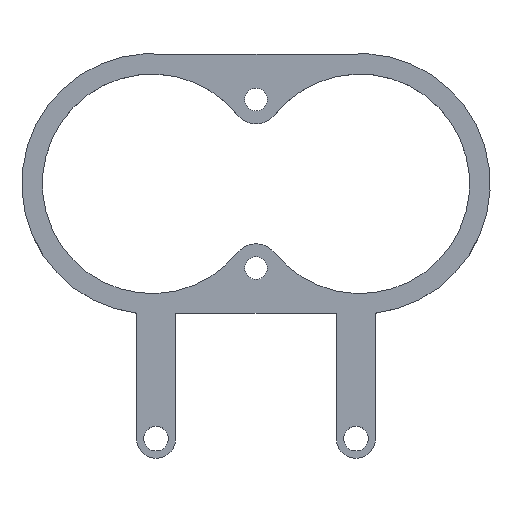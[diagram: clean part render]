
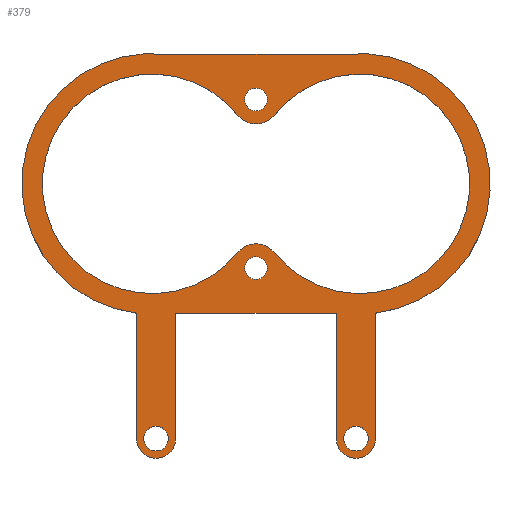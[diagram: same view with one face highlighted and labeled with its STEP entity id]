
A CAD part, top view. The second image highlights one B-rep face of the part: STEP entity #379.
In plain terms, the highlighted planar face has unit normal (0, 0, 1).
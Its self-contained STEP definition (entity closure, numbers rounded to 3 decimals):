
#15=FACE_BOUND('',#56,.T.);
#16=FACE_BOUND('',#57,.T.);
#17=FACE_BOUND('',#58,.T.);
#18=FACE_BOUND('',#59,.T.);
#19=FACE_BOUND('',#60,.T.);
#25=PLANE('',#417);
#35=FACE_OUTER_BOUND('',#55,.T.);
#55=EDGE_LOOP('',(#265,#266,#267,#268,#269,#270,#271,#272,#273,#274));
#56=EDGE_LOOP('',(#275));
#57=EDGE_LOOP('',(#276,#277,#278,#279));
#58=EDGE_LOOP('',(#280));
#59=EDGE_LOOP('',(#281));
#60=EDGE_LOOP('',(#282));
#86=LINE('',#596,#116);
#87=LINE('',#600,#117);
#88=LINE('',#604,#118);
#89=LINE('',#606,#119);
#90=LINE('',#608,#120);
#91=LINE('',#611,#121);
#116=VECTOR('',#476,10.);
#117=VECTOR('',#479,10.);
#118=VECTOR('',#482,10.);
#119=VECTOR('',#483,10.);
#120=VECTOR('',#484,10.);
#121=VECTOR('',#487,10.);
#144=CIRCLE('',#413,3.);
#145=CIRCLE('',#415,14.);
#147=CIRCLE('',#418,16.621);
#148=CIRCLE('',#419,16.621);
#149=CIRCLE('',#420,2.5);
#150=CIRCLE('',#421,2.5);
#151=CIRCLE('',#422,1.575);
#152=CIRCLE('',#423,14.);
#153=CIRCLE('',#424,3.);
#154=CIRCLE('',#425,1.45);
#155=CIRCLE('',#426,1.45);
#156=CIRCLE('',#427,1.575);
#169=VERTEX_POINT('',#580);
#170=VERTEX_POINT('',#582);
#171=VERTEX_POINT('',#586);
#173=VERTEX_POINT('',#592);
#174=VERTEX_POINT('',#593);
#175=VERTEX_POINT('',#595);
#176=VERTEX_POINT('',#597);
#177=VERTEX_POINT('',#599);
#178=VERTEX_POINT('',#601);
#179=VERTEX_POINT('',#603);
#180=VERTEX_POINT('',#605);
#181=VERTEX_POINT('',#607);
#182=VERTEX_POINT('',#609);
#183=VERTEX_POINT('',#612);
#184=VERTEX_POINT('',#614);
#185=VERTEX_POINT('',#617);
#186=VERTEX_POINT('',#619);
#187=VERTEX_POINT('',#621);
#205=EDGE_CURVE('',#169,#170,#144,.T.);
#207=EDGE_CURVE('',#171,#170,#145,.T.);
#210=EDGE_CURVE('',#173,#174,#147,.T.);
#211=EDGE_CURVE('',#175,#174,#86,.T.);
#212=EDGE_CURVE('',#175,#176,#148,.T.);
#213=EDGE_CURVE('',#177,#176,#87,.T.);
#214=EDGE_CURVE('',#177,#178,#149,.T.);
#215=EDGE_CURVE('',#178,#179,#88,.T.);
#216=EDGE_CURVE('',#180,#179,#89,.T.);
#217=EDGE_CURVE('',#180,#181,#90,.T.);
#218=EDGE_CURVE('',#181,#182,#150,.T.);
#219=EDGE_CURVE('',#173,#182,#91,.T.);
#220=EDGE_CURVE('',#183,#183,#151,.T.);
#221=EDGE_CURVE('',#169,#184,#152,.T.);
#222=EDGE_CURVE('',#171,#184,#153,.T.);
#223=EDGE_CURVE('',#185,#185,#154,.T.);
#224=EDGE_CURVE('',#186,#186,#155,.T.);
#225=EDGE_CURVE('',#187,#187,#156,.T.);
#265=ORIENTED_EDGE('',*,*,#210,.T.);
#266=ORIENTED_EDGE('',*,*,#211,.F.);
#267=ORIENTED_EDGE('',*,*,#212,.T.);
#268=ORIENTED_EDGE('',*,*,#213,.F.);
#269=ORIENTED_EDGE('',*,*,#214,.T.);
#270=ORIENTED_EDGE('',*,*,#215,.T.);
#271=ORIENTED_EDGE('',*,*,#216,.F.);
#272=ORIENTED_EDGE('',*,*,#217,.T.);
#273=ORIENTED_EDGE('',*,*,#218,.T.);
#274=ORIENTED_EDGE('',*,*,#219,.F.);
#275=ORIENTED_EDGE('',*,*,#220,.T.);
#276=ORIENTED_EDGE('',*,*,#205,.F.);
#277=ORIENTED_EDGE('',*,*,#221,.T.);
#278=ORIENTED_EDGE('',*,*,#222,.F.);
#279=ORIENTED_EDGE('',*,*,#207,.T.);
#280=ORIENTED_EDGE('',*,*,#223,.T.);
#281=ORIENTED_EDGE('',*,*,#224,.T.);
#282=ORIENTED_EDGE('',*,*,#225,.T.);
#379=ADVANCED_FACE('',(#35,#15,#16,#17,#18,#19),#25,.T.);
#413=AXIS2_PLACEMENT_3D('',#583,#462,#463);
#415=AXIS2_PLACEMENT_3D('',#587,#467,#468);
#417=AXIS2_PLACEMENT_3D('',#591,#472,#473);
#418=AXIS2_PLACEMENT_3D('',#594,#474,#475);
#419=AXIS2_PLACEMENT_3D('',#598,#477,#478);
#420=AXIS2_PLACEMENT_3D('',#602,#480,#481);
#421=AXIS2_PLACEMENT_3D('',#610,#485,#486);
#422=AXIS2_PLACEMENT_3D('',#613,#488,#489);
#423=AXIS2_PLACEMENT_3D('',#615,#490,#491);
#424=AXIS2_PLACEMENT_3D('',#616,#492,#493);
#425=AXIS2_PLACEMENT_3D('',#618,#494,#495);
#426=AXIS2_PLACEMENT_3D('',#620,#496,#497);
#427=AXIS2_PLACEMENT_3D('',#622,#498,#499);
#462=DIRECTION('center_axis',(0.,0.,-1.));
#463=DIRECTION('ref_axis',(0.,-1.,0.));
#467=DIRECTION('center_axis',(0.,0.,-1.));
#468=DIRECTION('ref_axis',(1.,0.,0.));
#472=DIRECTION('center_axis',(0.,0.,1.));
#473=DIRECTION('ref_axis',(0.,-1.,0.));
#474=DIRECTION('center_axis',(0.,0.,1.));
#475=DIRECTION('ref_axis',(1.,0.,0.));
#476=DIRECTION('',(1.,0.,0.));
#477=DIRECTION('center_axis',(0.,0.,1.));
#478=DIRECTION('ref_axis',(1.,0.,0.));
#479=DIRECTION('',(0.,1.,0.));
#480=DIRECTION('center_axis',(0.,0.,1.));
#481=DIRECTION('ref_axis',(1.,0.,0.));
#482=DIRECTION('',(0.,1.,0.));
#483=DIRECTION('',(-1.,0.,0.));
#484=DIRECTION('',(0.,-1.,0.));
#485=DIRECTION('center_axis',(0.,0.,1.));
#486=DIRECTION('ref_axis',(1.,0.,0.));
#487=DIRECTION('',(0.,-1.,0.));
#488=DIRECTION('center_axis',(0.,0.,-1.));
#489=DIRECTION('ref_axis',(1.,0.,0.));
#490=DIRECTION('center_axis',(0.,0.,-1.));
#491=DIRECTION('ref_axis',(1.,0.,0.));
#492=DIRECTION('center_axis',(0.,0.,-1.));
#493=DIRECTION('ref_axis',(0.,1.,0.));
#494=DIRECTION('center_axis',(0.,0.,-1.));
#495=DIRECTION('ref_axis',(1.,0.,0.));
#496=DIRECTION('center_axis',(0.,0.,-1.));
#497=DIRECTION('ref_axis',(1.,0.,0.));
#498=DIRECTION('center_axis',(0.,0.,-1.));
#499=DIRECTION('ref_axis',(1.,0.,0.));
#580=CARTESIAN_POINT('',(17.588,43.771,5.));
#582=CARTESIAN_POINT('',(12.912,43.771,5.));
#583=CARTESIAN_POINT('Origin',(15.25,45.651,5.));
#586=CARTESIAN_POINT('',(12.912,26.229,5.));
#587=CARTESIAN_POINT('Origin',(2.,35.,5.));
#591=CARTESIAN_POINT('Origin',(0.,18.5,5.));
#592=CARTESIAN_POINT('',(30.5,18.5,5.));
#593=CARTESIAN_POINT('',(26.5,51.5,5.));
#594=CARTESIAN_POINT('Origin',(28.5,35.,5.));
#595=CARTESIAN_POINT('',(4.,51.5,5.));
#596=CARTESIAN_POINT('',(-14.75,51.5,5.));
#597=CARTESIAN_POINT('',(0.,18.5,5.));
#598=CARTESIAN_POINT('Origin',(2.,35.,5.));
#599=CARTESIAN_POINT('',(0.,2.5,5.));
#600=CARTESIAN_POINT('',(0.,0.,5.));
#601=CARTESIAN_POINT('',(5.,2.5,5.));
#602=CARTESIAN_POINT('Origin',(2.5,2.5,5.));
#603=CARTESIAN_POINT('',(5.,18.5,5.));
#604=CARTESIAN_POINT('',(5.,10.5,5.));
#605=CARTESIAN_POINT('',(25.5,18.5,5.));
#606=CARTESIAN_POINT('',(45.25,18.5,5.));
#607=CARTESIAN_POINT('',(25.5,2.5,5.));
#608=CARTESIAN_POINT('',(25.5,18.5,5.));
#609=CARTESIAN_POINT('',(30.5,2.5,5.));
#610=CARTESIAN_POINT('Origin',(28.,2.5,5.));
#611=CARTESIAN_POINT('',(30.5,0.,5.));
#612=CARTESIAN_POINT('',(0.925,2.5,5.));
#613=CARTESIAN_POINT('Origin',(2.5,2.5,5.));
#614=CARTESIAN_POINT('',(17.588,26.229,5.));
#615=CARTESIAN_POINT('Origin',(28.5,35.,5.));
#616=CARTESIAN_POINT('Origin',(15.25,24.349,5.));
#617=CARTESIAN_POINT('',(13.8,24.25,5.));
#618=CARTESIAN_POINT('Origin',(15.25,24.25,5.));
#619=CARTESIAN_POINT('',(13.8,45.75,5.));
#620=CARTESIAN_POINT('Origin',(15.25,45.75,5.));
#621=CARTESIAN_POINT('',(26.425,2.5,5.));
#622=CARTESIAN_POINT('Origin',(28.,2.5,5.));
